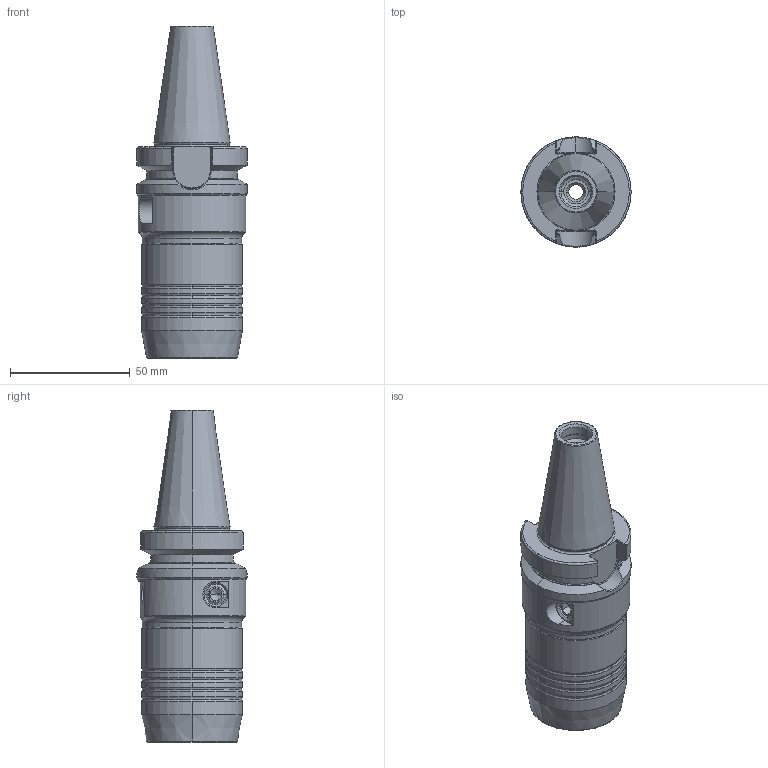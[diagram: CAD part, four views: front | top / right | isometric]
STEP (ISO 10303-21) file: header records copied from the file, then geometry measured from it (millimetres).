
FILE_DESCRIPTION (( 'STEP AP214' ), '1' );
FILE_NAME ('77.303.020 x=90_step.STEP', '2020-09-22T06:00:15', ( '' ), ( '' ), 'SwSTEP 2.0', 'SolidWorks 2018', '' );
FILE_SCHEMA (( 'AUTOMOTIVE_DESIGN' ));
Length unit declared in the file: millimetre
Products named in the file (1): 77.303.020 x=90_step
Bounding box: 45.96 x 45.96 x 138.4 mm (x, y, z)
Volume: 124386.9 mm3; surface area: 43901 mm2
Topology: 9 solids, 9 shells, 394 faces, 915 edges, 548 vertices
Faces by surface type: cylinder 128, cone 94, plane 88, torus 73, bspline 7, sphere 4
Entity records: 18345 total; most frequent: CARTESIAN_POINT 4879, DIRECTION 2049, ORIENTED_EDGE 1798, EDGE_CURVE 899, AXIS2_PLACEMENT_3D 869, VERTEX_POINT 543, CIRCLE 481, EDGE_LOOP 428
